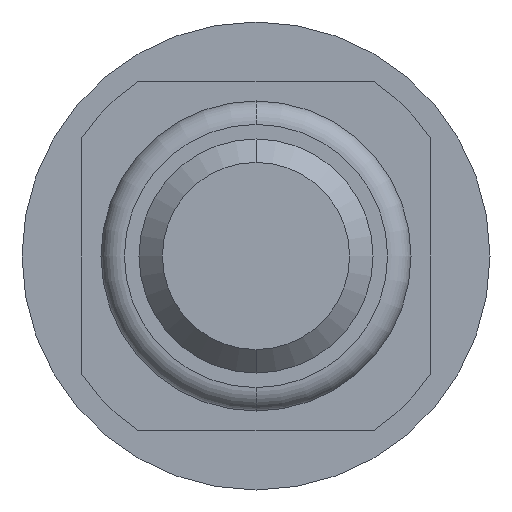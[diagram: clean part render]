
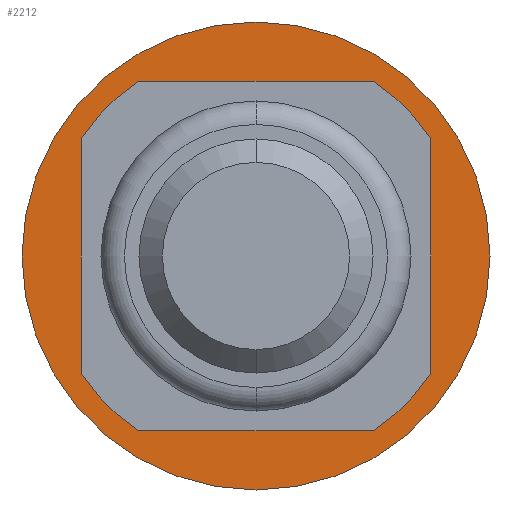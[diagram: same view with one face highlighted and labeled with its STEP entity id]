
A CAD part, front view. The second image highlights one B-rep face of the part: STEP entity #2212.
In plain terms, the highlighted planar face has unit normal (0, -1, 0).
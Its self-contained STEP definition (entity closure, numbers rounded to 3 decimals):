
#47 = EDGE_LOOP ( 'NONE', ( #2018, #2611 ) ) ;
#48 = AXIS2_PLACEMENT_3D ( 'NONE', #3714, #1118, #841 ) ;
#51 = EDGE_CURVE ( 'NONE', #3076, #1812, #927, .T. ) ;
#91 = DIRECTION ( 'NONE',  ( 0., -1., 0. ) ) ;
#177 = CARTESIAN_POINT ( 'NONE',  ( 2., 5.3, 0. ) ) ;
#235 = VERTEX_POINT ( 'NONE', #2205 ) ;
#246 = CARTESIAN_POINT ( 'NONE',  ( 0., 5.3, 0.9 ) ) ;
#329 = CIRCLE ( 'NONE', #48, 0.9 ) ;
#352 = EDGE_CURVE ( 'NONE', #1812, #3076, #3105, .T. ) ;
#433 = AXIS2_PLACEMENT_3D ( 'NONE', #820, #1102, #3132 ) ;
#543 = ORIENTED_EDGE ( 'NONE', *, *, #352, .T. ) ;
#574 = AXIS2_PLACEMENT_3D ( 'NONE', #177, #3353, #2206 ) ;
#801 = ORIENTED_EDGE ( 'NONE', *, *, #51, .T. ) ;
#809 = DIRECTION ( 'NONE',  ( 0., -1., 0. ) ) ;
#820 = CARTESIAN_POINT ( 'NONE',  ( 0., 5.3, 0. ) ) ;
#841 = DIRECTION ( 'NONE',  ( 0., 0., -1. ) ) ;
#927 = CIRCLE ( 'NONE', #3401, 2. ) ;
#1102 = DIRECTION ( 'NONE',  ( 0., -1., 0. ) ) ;
#1118 = DIRECTION ( 'NONE',  ( 0., -1., 0. ) ) ;
#1187 = CARTESIAN_POINT ( 'NONE',  ( 0., 5.3, -2. ) ) ;
#1418 = FACE_OUTER_BOUND ( 'NONE', #3231, .T. ) ;
#1428 = DIRECTION ( 'NONE',  ( 0., 0., -1. ) ) ;
#1689 = CARTESIAN_POINT ( 'NONE',  ( 0., 5.3, 0. ) ) ;
#1812 = VERTEX_POINT ( 'NONE', #1187 ) ;
#1901 = PLANE ( 'NONE',  #574 ) ;
#2018 = ORIENTED_EDGE ( 'NONE', *, *, #3498, .F. ) ;
#2205 = CARTESIAN_POINT ( 'NONE',  ( 0., 5.3, -0.9 ) ) ;
#2206 = DIRECTION ( 'NONE',  ( 0., 0., -1. ) ) ;
#2212 = ADVANCED_FACE ( 'NONE', ( #1418, #3005 ), #1901, .T. ) ;
#2353 = CIRCLE ( 'NONE', #2613, 0.9 ) ;
#2380 = CARTESIAN_POINT ( 'NONE',  ( 0., 5.3, 0. ) ) ;
#2415 = VERTEX_POINT ( 'NONE', #246 ) ;
#2611 = ORIENTED_EDGE ( 'NONE', *, *, #2948, .F. ) ;
#2613 = AXIS2_PLACEMENT_3D ( 'NONE', #1689, #809, #2876 ) ;
#2876 = DIRECTION ( 'NONE',  ( 0., 0., -1. ) ) ;
#2948 = EDGE_CURVE ( 'NONE', #2415, #235, #2353, .T. ) ;
#3005 = FACE_BOUND ( 'NONE', #47, .T. ) ;
#3076 = VERTEX_POINT ( 'NONE', #3413 ) ;
#3105 = CIRCLE ( 'NONE', #433, 2. ) ;
#3132 = DIRECTION ( 'NONE',  ( 0., 0., -1. ) ) ;
#3231 = EDGE_LOOP ( 'NONE', ( #543, #801 ) ) ;
#3353 = DIRECTION ( 'NONE',  ( 0., -1., 0. ) ) ;
#3401 = AXIS2_PLACEMENT_3D ( 'NONE', #2380, #91, #1428 ) ;
#3413 = CARTESIAN_POINT ( 'NONE',  ( 0., 5.3, 2. ) ) ;
#3498 = EDGE_CURVE ( 'NONE', #235, #2415, #329, .T. ) ;
#3714 = CARTESIAN_POINT ( 'NONE',  ( 0., 5.3, 0. ) ) ;
